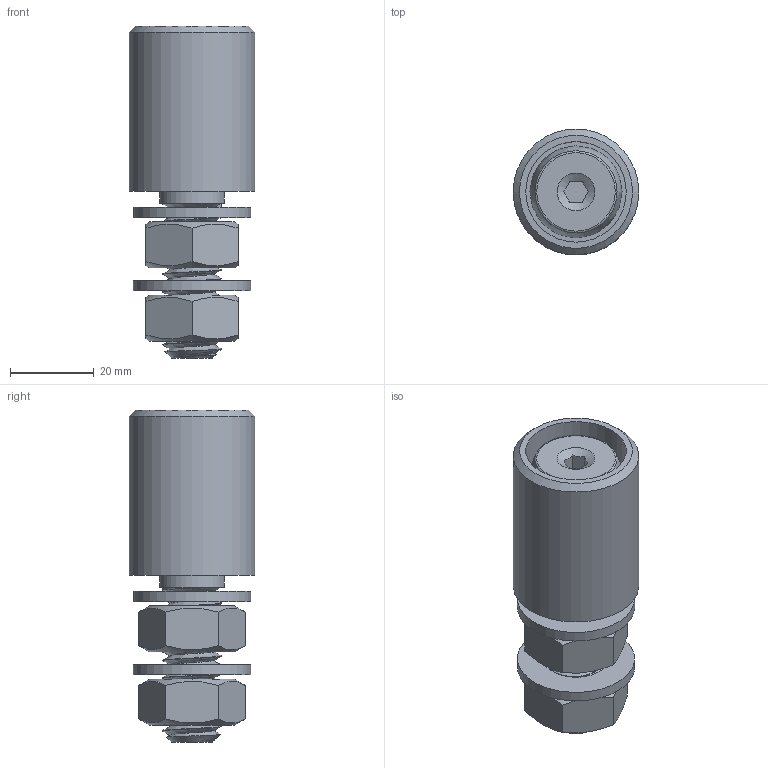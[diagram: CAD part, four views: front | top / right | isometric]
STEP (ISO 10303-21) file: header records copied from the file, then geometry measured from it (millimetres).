
FILE_DESCRIPTION(/* description */ (''),/* implementation_level */ '2;1');
FILE_NAME(/* name */ '23030-NF.stp',/* time_stamp */ '2019-08-14T14:57:20+02:00',/* author */ ('LIONEL'),/* organization */ (''),/* preprocessor_version */ 'ST-DEVELOPER v17.2',/* originating_system */ 'Autodesk Inventor 2019',/* authorisation */ '');
FILE_SCHEMA (('AUTOMOTIVE_DESIGN { 1 0 10303 214 3 1 1 }','INTEGRATED_CNC_SCHEMA'));
Length unit declared in the file: millimetre
Products named in the file (5): 23030-NF; 23030-1NF; 23040-2; Rondelle_14_ISO7091; DIN 934 - M14
Assembly tree (6 placements, depth 2):
  23030-NF
    23030-1NF
    23040-2
    Rondelle_14_ISO7091  x2
    DIN 934 - M14  x2
Bounding box: 30 x 30 x 79.26 mm (x, y, z)
Volume: 38766.6 mm3; surface area: 18268.3 mm2
Topology: 6 solids, 6 shells, 65 faces, 147 edges, 98 vertices
Faces by surface type: plane 35, cylinder 13, cone 12, bspline 3, torus 2
Full cylindrical faces by diameter (mm): 11.835 x2, 15.5 x3, 16.3 x1, 24 x1, 28 x2, 30 x1
Entity records: 14766 total; most frequent: CARTESIAN_POINT 13519, DIRECTION 229, ORIENTED_EDGE 214, EDGE_CURVE 107, AXIS2_PLACEMENT_3D 96, VERTEX_POINT 73, EDGE_LOOP 56, FACE_OUTER_BOUND 46
